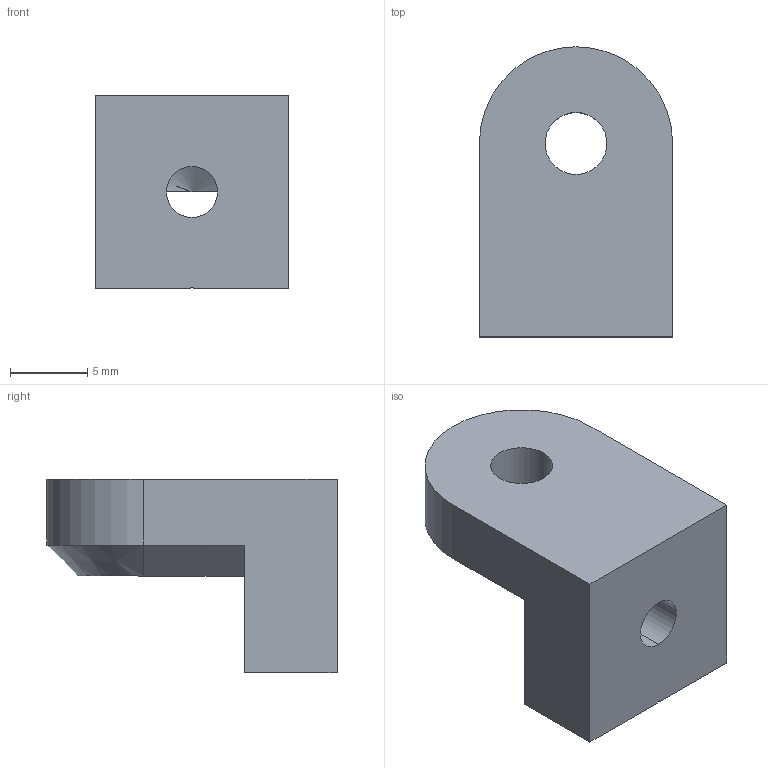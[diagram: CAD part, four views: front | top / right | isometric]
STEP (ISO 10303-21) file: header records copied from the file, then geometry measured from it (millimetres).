
FILE_DESCRIPTION (( 'STEP AP214' ), '1' );
FILE_NAME ('OM-001-060-120_01.STEP', '2024-10-06T18:31:43', ( '' ), ( '' ), 'SwSTEP 2.0', 'SolidWorks 2022', '' );
FILE_SCHEMA (( 'AUTOMOTIVE_DESIGN' ));
Length unit declared in the file: millimetre
Products named in the file (1): OM-001-060-120_01
Bounding box: 12.5 x 18.75 x 12.5 mm (x, y, z)
Volume: 1626.3 mm3; surface area: 1098.4 mm2
Topology: 1 solids, 1 shells, 20 faces, 57 edges, 37 vertices
Faces by surface type: plane 13, cylinder 5, cone 2
Entity records: 874 total; most frequent: CARTESIAN_POINT 114, ORIENTED_EDGE 112, DIRECTION 111, EDGE_CURVE 56, VECTOR 43, LINE 43, VERTEX_POINT 37, AXIS2_PLACEMENT_3D 34
